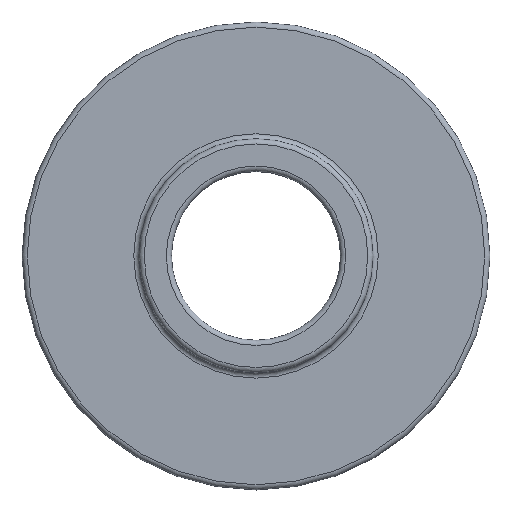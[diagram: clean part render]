
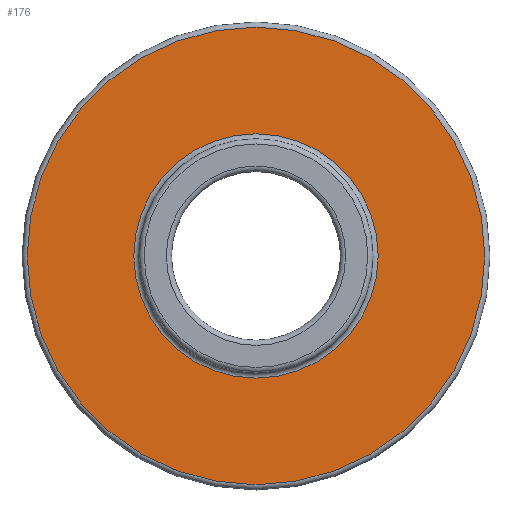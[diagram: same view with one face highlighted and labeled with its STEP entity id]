
A CAD part, top view. The second image highlights one B-rep face of the part: STEP entity #176.
In plain terms, the highlighted planar face has unit normal (0, 0, 1).
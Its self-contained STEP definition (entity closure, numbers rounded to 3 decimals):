
#25=FACE_BOUND('',#49,.T.);
#28=PLANE('',#219);
#35=FACE_OUTER_BOUND('',#48,.T.);
#48=EDGE_LOOP('',(#137));
#49=EDGE_LOOP('',(#138));
#65=CIRCLE('',#215,4.7);
#68=CIRCLE('',#220,8.8);
#84=VERTEX_POINT('',#326);
#87=VERTEX_POINT('',#336);
#102=EDGE_CURVE('',#84,#84,#65,.T.);
#106=EDGE_CURVE('',#87,#87,#68,.T.);
#137=ORIENTED_EDGE('',*,*,#106,.F.);
#138=ORIENTED_EDGE('',*,*,#102,.F.);
#176=ADVANCED_FACE('',(#35,#25),#28,.T.);
#215=AXIS2_PLACEMENT_3D('',#328,#263,#264);
#219=AXIS2_PLACEMENT_3D('',#335,#272,#273);
#220=AXIS2_PLACEMENT_3D('',#337,#274,#275);
#263=DIRECTION('center_axis',(0.,0.,1.));
#264=DIRECTION('ref_axis',(-1.,0.,0.));
#272=DIRECTION('center_axis',(0.,0.,1.));
#273=DIRECTION('ref_axis',(1.,0.,0.));
#274=DIRECTION('center_axis',(0.,0.,-1.));
#275=DIRECTION('ref_axis',(-1.,0.,0.));
#326=CARTESIAN_POINT('',(4.7,0.,0.));
#328=CARTESIAN_POINT('Origin',(0.,0.,0.));
#335=CARTESIAN_POINT('Origin',(0.,0.,
0.));
#336=CARTESIAN_POINT('',(8.8,0.,0.));
#337=CARTESIAN_POINT('Origin',(0.,0.,0.));
